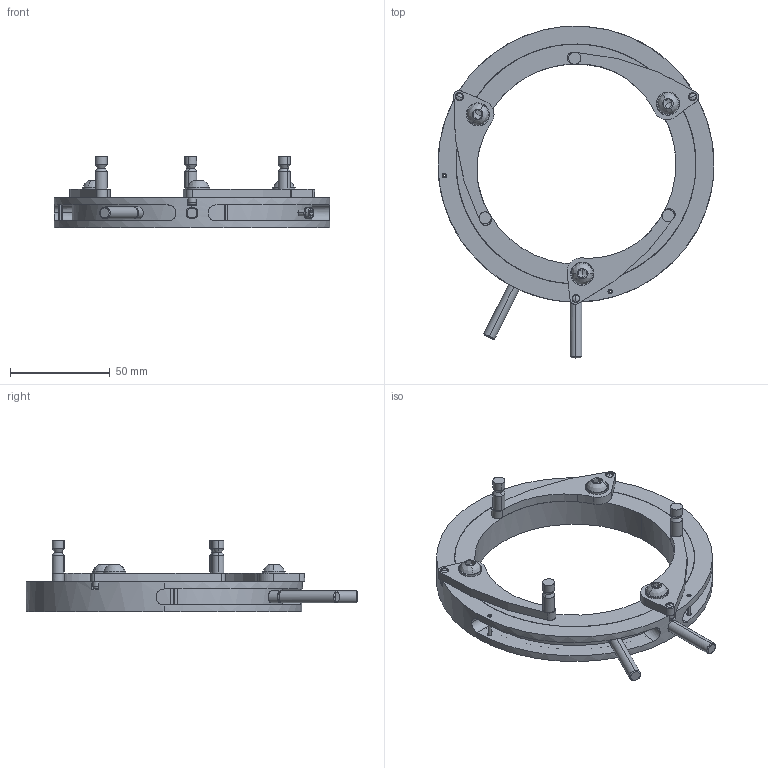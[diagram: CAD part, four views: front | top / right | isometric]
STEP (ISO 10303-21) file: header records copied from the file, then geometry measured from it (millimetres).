
FILE_DESCRIPTION (( 'STEP AP203' ), '1' );
FILE_NAME ('16078.step', '2020-11-25T11:42:57', ( '' ), ( '' ), 'SwSTEP 2.0', 'SolidWorks 2018', '' );
FILE_SCHEMA (( 'CONFIG_CONTROL_DESIGN' ));
Length unit declared in the file: millimetre
Products named in the file (1): 16078
Bounding box: 138 x 166 x 36 mm (x, y, z)
Surface area: 54275.3 mm2 (no closed solid volume)
Topology: 0 solids, 45 shells, 384 faces, 947 edges, 600 vertices
Faces by surface type: bspline 384
Entity records: 18323 total; most frequent: CARTESIAN_POINT 12911, ORIENTED_EDGE 1686, EDGE_CURVE 907, B_SPLINE_CURVE_WITH_KNOTS 646, VERTEX_POINT 600, EDGE_LOOP 457, ADVANCED_FACE 384, FACE_OUTER_BOUND 384
